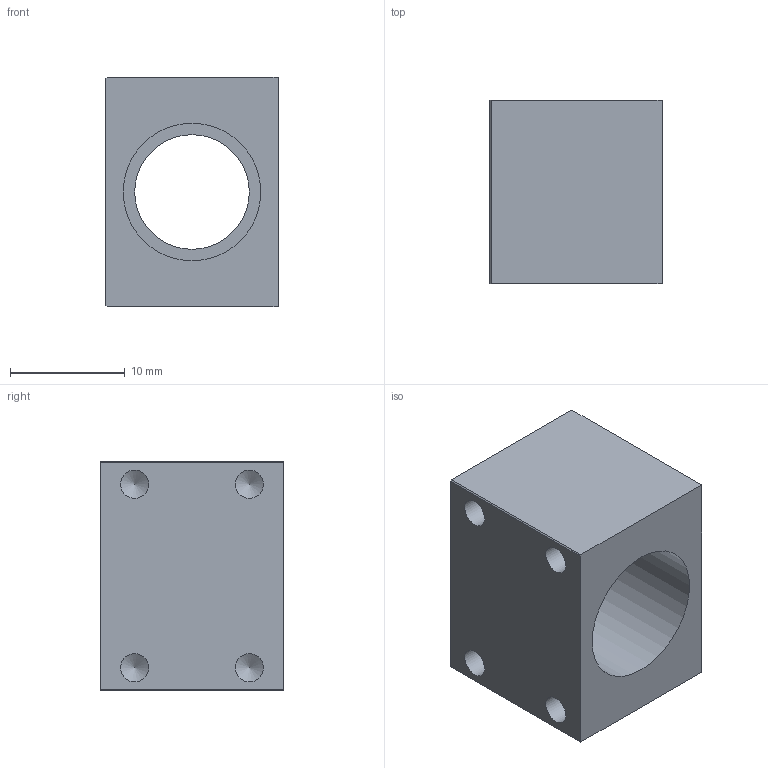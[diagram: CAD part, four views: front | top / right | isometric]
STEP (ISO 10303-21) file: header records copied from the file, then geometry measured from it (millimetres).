
FILE_DESCRIPTION(/* description */ (''),/* implementation_level */ '2;1');
FILE_NAME(/* name */ 'guide_ipt_d103d381.STEP',/* time_stamp */ '2022-06-02T14:50:22+03:00',/* author */ ('Sulieman DAHER'),/* organization */ (''),/* preprocessor_version */ 'ST-DEVELOPER v16.13',/* originating_system */ 'Autodesk Inventor 2018',/* authorisation */ '');
FILE_SCHEMA (('AUTOMOTIVE_DESIGN { 1 0 10303 214 3 1 1 }'));
Length unit declared in the file: millimetre
Products named in the file (1): guide
Bounding box: 15 x 16 x 20 mm (x, y, z)
Volume: 2925.2 mm3; surface area: 2315.6 mm2
Topology: 1 solids, 1 shells, 19 faces, 45 edges, 29 vertices
Faces by surface type: plane 9, cylinder 6, cone 4
Full cylindrical faces by diameter (mm): 2.459 x4, 10 x1, 12 x1
Entity records: 495 total; most frequent: DIRECTION 82, CARTESIAN_POINT 74, ORIENTED_EDGE 60, EDGE_LOOP 32, AXIS2_PLACEMENT_3D 32, EDGE_CURVE 30, VERTEX_POINT 24, FACE_OUTER_BOUND 19
